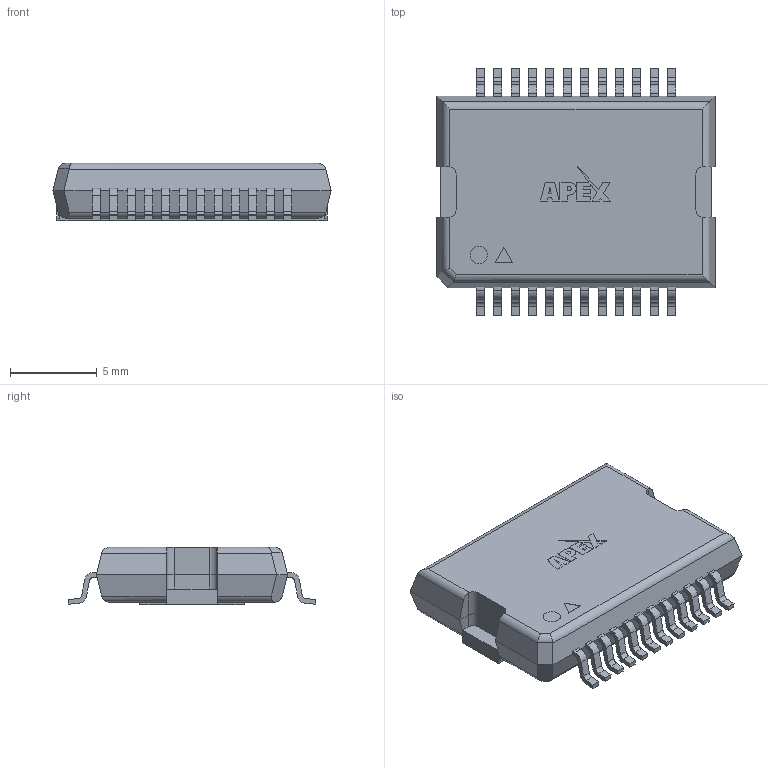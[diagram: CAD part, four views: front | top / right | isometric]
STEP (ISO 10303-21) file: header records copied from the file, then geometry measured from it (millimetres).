
FILE_DESCRIPTION((''),'2;1');
FILE_NAME('DF.stp','2008-12-18T14:56:36',('peckelmann'),(''),'Autodesk Inventor 11','Autodesk Inventor 11','');
FILE_SCHEMA(('AUTOMOTIVE_DESIGN { 1 0 10303 214 1 1 1 1 }'));
Length unit declared in the file: millimetre
Products named in the file (1): DF
Bounding box: 16 x 14.24 x 3.3 mm (x, y, z)
Volume: 526.5 mm3; surface area: 580.4 mm2
Topology: 1 solids, 1 shells, 441 faces, 1269 edges, 837 vertices
Faces by surface type: plane 213, bspline 156, cylinder 72
Full cylindrical faces by diameter (mm): 1 x1
Entity records: 14984 total; most frequent: CARTESIAN_POINT 3699, ORIENTED_EDGE 2536, DIRECTION 2067, EDGE_CURVE 1268, VECTOR 1033, LINE 1033, VERTEX_POINT 837, AXIS2_PLACEMENT_3D 517
